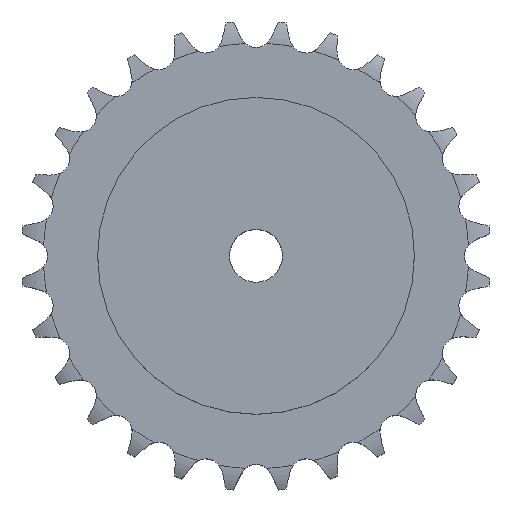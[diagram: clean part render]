
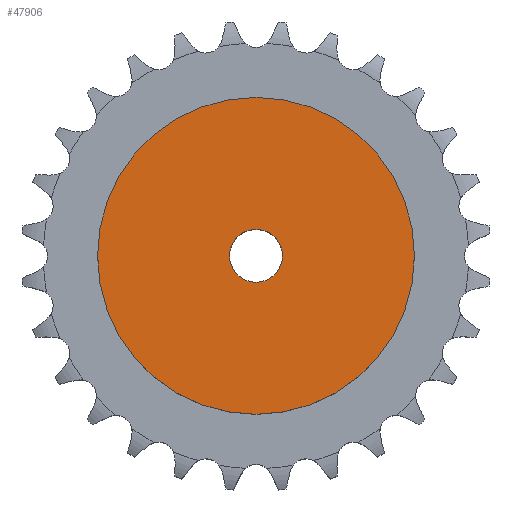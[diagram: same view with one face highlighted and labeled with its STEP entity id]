
A CAD part, top view. The second image highlights one B-rep face of the part: STEP entity #47906.
In plain terms, the highlighted planar face has unit normal (0, 0, 1).
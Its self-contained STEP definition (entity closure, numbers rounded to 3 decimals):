
#25517 = CYLINDRICAL_SURFACE('',#25518,10.);
#25518 = AXIS2_PLACEMENT_3D('',#25519,#25520,#25521);
#25519 = CARTESIAN_POINT('',(0.,0.,273.46));
#25520 = DIRECTION('',(0.,0.,1.));
#25521 = DIRECTION('',(1.,0.,0.));
#32761 = EDGE_CURVE('',#32762,#32762,#32764,.T.);
#32762 = VERTEX_POINT('',#32763);
#32763 = CARTESIAN_POINT('',(10.,0.,50.));
#32764 = SURFACE_CURVE('',#32765,(#32770,#32777),.PCURVE_S1.);
#32765 = CIRCLE('',#32766,10.);
#32766 = AXIS2_PLACEMENT_3D('',#32767,#32768,#32769);
#32767 = CARTESIAN_POINT('',(0.,0.,50.));
#32768 = DIRECTION('',(0.,0.,1.));
#32769 = DIRECTION('',(1.,0.,0.));
#32770 = PCURVE('',#25517,#32771);
#32771 = DEFINITIONAL_REPRESENTATION('',(#32772),#32776);
#32772 = LINE('',#32773,#32774);
#32773 = CARTESIAN_POINT('',(0.,-223.46));
#32774 = VECTOR('',#32775,1.);
#32775 = DIRECTION('',(1.,0.));
#32776 = ( GEOMETRIC_REPRESENTATION_CONTEXT(2) 
PARAMETRIC_REPRESENTATION_CONTEXT() REPRESENTATION_CONTEXT('2D SPACE',''
  ) );
#32777 = PCURVE('',#32778,#32783);
#32778 = PLANE('',#32779);
#32779 = AXIS2_PLACEMENT_3D('',#32780,#32781,#32782);
#32780 = CARTESIAN_POINT('',(0.,0.,50.)
  );
#32781 = DIRECTION('',(0.,0.,1.));
#32782 = DIRECTION('',(1.,0.,0.));
#32783 = DEFINITIONAL_REPRESENTATION('',(#32784),#32788);
#32784 = CIRCLE('',#32785,10.);
#32785 = AXIS2_PLACEMENT_2D('',#32786,#32787);
#32786 = CARTESIAN_POINT('',(0.,0.));
#32787 = DIRECTION('',(1.,0.));
#32788 = ( GEOMETRIC_REPRESENTATION_CONTEXT(2) 
PARAMETRIC_REPRESENTATION_CONTEXT() REPRESENTATION_CONTEXT('2D SPACE',''
  ) );
#47906 = ADVANCED_FACE('',(#47907,#47938),#32778,.T.);
#47907 = FACE_BOUND('',#47908,.T.);
#47908 = EDGE_LOOP('',(#47909));
#47909 = ORIENTED_EDGE('',*,*,#47910,.T.);
#47910 = EDGE_CURVE('',#47911,#47911,#47913,.T.);
#47911 = VERTEX_POINT('',#47912);
#47912 = CARTESIAN_POINT('',(60.,0.,50.));
#47913 = SURFACE_CURVE('',#47914,(#47919,#47926),.PCURVE_S1.);
#47914 = CIRCLE('',#47915,60.);
#47915 = AXIS2_PLACEMENT_3D('',#47916,#47917,#47918);
#47916 = CARTESIAN_POINT('',(0.,0.,50.));
#47917 = DIRECTION('',(0.,0.,1.));
#47918 = DIRECTION('',(1.,0.,0.));
#47919 = PCURVE('',#32778,#47920);
#47920 = DEFINITIONAL_REPRESENTATION('',(#47921),#47925);
#47921 = CIRCLE('',#47922,60.);
#47922 = AXIS2_PLACEMENT_2D('',#47923,#47924);
#47923 = CARTESIAN_POINT('',(0.,0.));
#47924 = DIRECTION('',(1.,0.));
#47925 = ( GEOMETRIC_REPRESENTATION_CONTEXT(2) 
PARAMETRIC_REPRESENTATION_CONTEXT() REPRESENTATION_CONTEXT('2D SPACE',''
  ) );
#47926 = PCURVE('',#47927,#47932);
#47927 = CYLINDRICAL_SURFACE('',#47928,60.);
#47928 = AXIS2_PLACEMENT_3D('',#47929,#47930,#47931);
#47929 = CARTESIAN_POINT('',(0.,0.,0.));
#47930 = DIRECTION('',(-0.,-0.,-1.));
#47931 = DIRECTION('',(1.,0.,0.));
#47932 = DEFINITIONAL_REPRESENTATION('',(#47933),#47937);
#47933 = LINE('',#47934,#47935);
#47934 = CARTESIAN_POINT('',(-0.,-50.));
#47935 = VECTOR('',#47936,1.);
#47936 = DIRECTION('',(-1.,0.));
#47937 = ( GEOMETRIC_REPRESENTATION_CONTEXT(2) 
PARAMETRIC_REPRESENTATION_CONTEXT() REPRESENTATION_CONTEXT('2D SPACE',''
  ) );
#47938 = FACE_BOUND('',#47939,.T.);
#47939 = EDGE_LOOP('',(#47940));
#47940 = ORIENTED_EDGE('',*,*,#32761,.F.);
